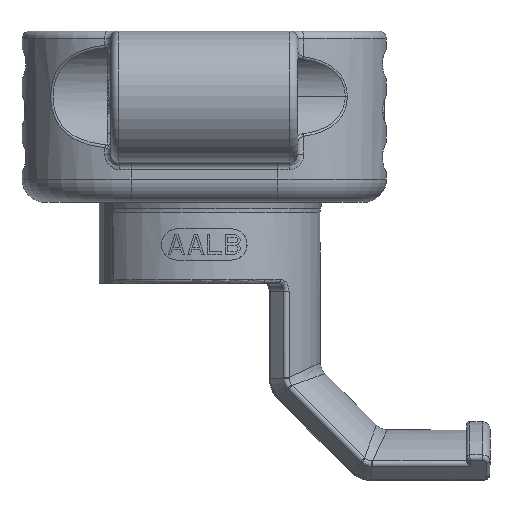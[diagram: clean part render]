
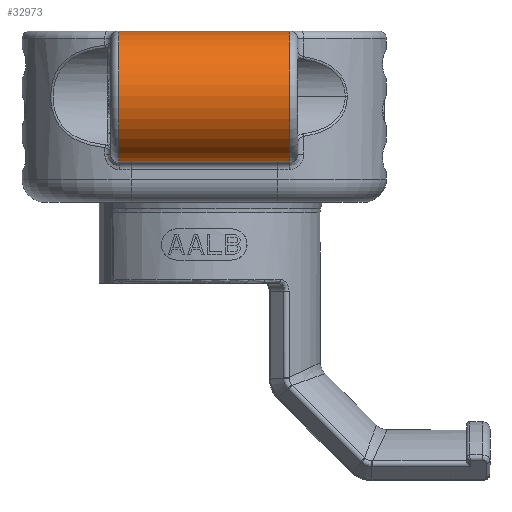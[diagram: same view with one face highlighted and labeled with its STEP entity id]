
A CAD part, left-side view. The second image highlights one B-rep face of the part: STEP entity #32973.
In plain terms, the highlighted cylindrical face has radius 4.2 mm (diameter 8.4 mm), a partial arc.
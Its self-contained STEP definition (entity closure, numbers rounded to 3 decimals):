
#1856=CARTESIAN_POINT('',(-13.,5.5,5.));
#1857=DIRECTION('',(0.,1.,0.));
#1858=DIRECTION('',(0.,0.,-1.));
#1859=AXIS2_PLACEMENT_3D('',#1856,#1857,#1858);
#1861=DIRECTION('',(0.,-1.,0.));
#1862=VECTOR('',#1861,11.);
#1863=CARTESIAN_POINT('',(-13.,5.5,9.2));
#1864=LINE('',#1863,#1862);
#1865=CARTESIAN_POINT('',(-13.,-5.5,5.));
#1866=DIRECTION('',(0.,-1.,0.));
#1867=DIRECTION('',(0.,0.,1.));
#1868=AXIS2_PLACEMENT_3D('',#1865,#1866,#1867);
#1879=DIRECTION('',(0.,-1.,0.));
#1880=VECTOR('',#1879,11.);
#1881=CARTESIAN_POINT('',(-13.,5.5,0.8));
#1882=LINE('',#1881,#1880);
#29837=CARTESIAN_POINT('',(-13.,-5.5,9.2));
#29838=CARTESIAN_POINT('',(-13.,-5.5,0.8));
#29839=VERTEX_POINT('',#29837);
#29840=VERTEX_POINT('',#29838);
#31241=CARTESIAN_POINT('',(-13.,5.5,0.8));
#31242=CARTESIAN_POINT('',(-13.,5.5,9.2));
#31243=VERTEX_POINT('',#31241);
#31244=VERTEX_POINT('',#31242);
#32959=CARTESIAN_POINT('',(-13.,0.,5.));
#32960=DIRECTION('',(0.,1.,0.));
#32961=DIRECTION('',(1.,0.,0.));
#32962=AXIS2_PLACEMENT_3D('',#32959,#32960,#32961);
#32963=CYLINDRICAL_SURFACE('',#32962,4.2);
#32965=ORIENTED_EDGE('',*,*,#32964,.F.);
#32967=ORIENTED_EDGE('',*,*,#32966,.T.);
#32968=ORIENTED_EDGE('',*,*,#32867,.T.);
#32970=ORIENTED_EDGE('',*,*,#32969,.T.);
#32971=EDGE_LOOP('',(#32965,#32967,#32968,#32970));
#32972=FACE_OUTER_BOUND('',#32971,.F.);
#32973=ADVANCED_FACE('',(#32972),#32963,.T.);
#1860=CIRCLE('',#1859,4.2);
#1869=CIRCLE('',#1868,4.2);
#32867=EDGE_CURVE('',#31244,#29839,#1864,.T.);
#32964=EDGE_CURVE('',#31243,#29840,#1882,.T.);
#32966=EDGE_CURVE('',#31243,#31244,#1860,.T.);
#32969=EDGE_CURVE('',#29839,#29840,#1869,.T.);
